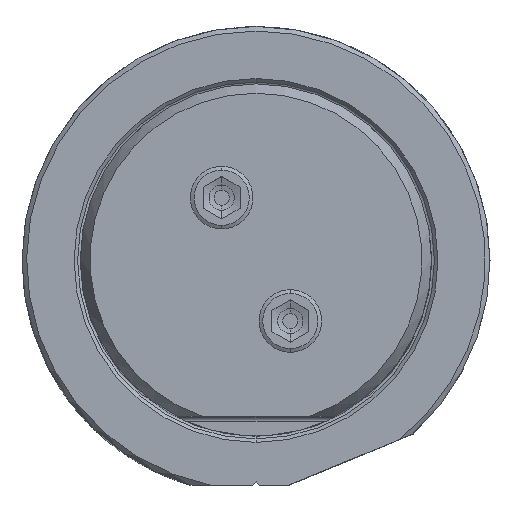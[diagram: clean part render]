
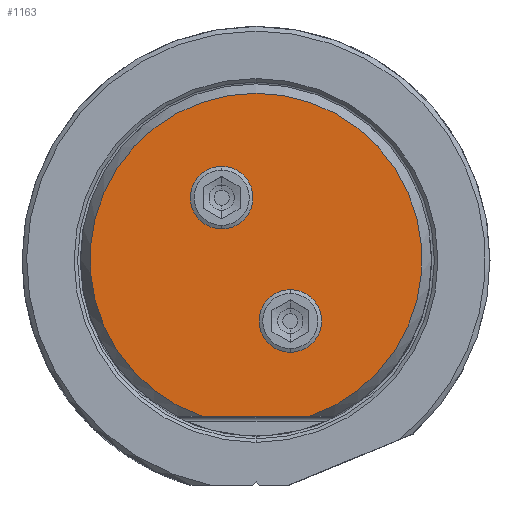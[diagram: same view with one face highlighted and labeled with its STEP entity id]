
A CAD part, top view. The second image highlights one B-rep face of the part: STEP entity #1163.
In plain terms, the highlighted planar face has unit normal (0, 0, 1).
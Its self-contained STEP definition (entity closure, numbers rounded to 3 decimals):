
#86=FACE_BOUND('',#1844,.T.);
#87=FACE_BOUND('',#1845,.T.);
#88=FACE_BOUND('',#1846,.T.);
#201=PLANE('',#6264);
#562=LINE('',#13269,#884);
#884=VECTOR('',#7396,1.);
#1163=ADVANCED_FACE('',(#86,#87,#88),#201,.T.);
#1844=EDGE_LOOP('',(#3110,#3111,#3112));
#1845=EDGE_LOOP('',(#3113,#3114));
#1846=EDGE_LOOP('',(#3115,#3116));
#3110=ORIENTED_EDGE('',*,*,#5116,.T.);
#3111=ORIENTED_EDGE('',*,*,#5119,.T.);
#3112=ORIENTED_EDGE('',*,*,#5117,.T.);
#3113=ORIENTED_EDGE('',*,*,#5122,.T.);
#3114=ORIENTED_EDGE('',*,*,#5123,.T.);
#3115=ORIENTED_EDGE('',*,*,#5124,.T.);
#3116=ORIENTED_EDGE('',*,*,#5125,.T.);
#4400=VERTEX_POINT('',#13259);
#4401=VERTEX_POINT('',#13261);
#4402=VERTEX_POINT('',#13263);
#4403=VERTEX_POINT('',#13276);
#4404=VERTEX_POINT('',#13277);
#4405=VERTEX_POINT('',#13280);
#4406=VERTEX_POINT('',#13281);
#5116=EDGE_CURVE('',#4401,#4400,#5643,.T.);
#5117=EDGE_CURVE('',#4402,#4401,#5644,.T.);
#5119=EDGE_CURVE('',#4400,#4402,#562,.T.);
#5122=EDGE_CURVE('',#4403,#4404,#5645,.T.);
#5123=EDGE_CURVE('',#4404,#4403,#5646,.T.);
#5124=EDGE_CURVE('',#4405,#4406,#5647,.T.);
#5125=EDGE_CURVE('',#4406,#4405,#5648,.T.);
#5643=CIRCLE('',#6254,18.022);
#5644=CIRCLE('',#6255,18.022);
#5645=CIRCLE('',#6260,3.4);
#5646=CIRCLE('',#6261,3.4);
#5647=CIRCLE('',#6262,3.4);
#5648=CIRCLE('',#6263,3.4);
#6254=AXIS2_PLACEMENT_3D('',#13260,#7390,#7391);
#6255=AXIS2_PLACEMENT_3D('',#13262,#7392,#7393);
#6260=AXIS2_PLACEMENT_3D('',#13275,#7405,#7406);
#6261=AXIS2_PLACEMENT_3D('',#13278,#7407,#7408);
#6262=AXIS2_PLACEMENT_3D('',#13279,#7409,#7410);
#6263=AXIS2_PLACEMENT_3D('',#13282,#7411,#7412);
#6264=AXIS2_PLACEMENT_3D('',#13283,#7413,#7414);
#7390=DIRECTION('',(0.,0.,1.));
#7391=DIRECTION('',(0.,1.,0.));
#7392=DIRECTION('',(0.,0.,1.));
#7393=DIRECTION('',(0.324,-0.946,0.));
#7396=DIRECTION('',(1.,0.,0.));
#7405=DIRECTION('',(0.,0.,-1.));
#7406=DIRECTION('',(1.,0.,0.));
#7407=DIRECTION('',(0.,0.,-1.));
#7408=DIRECTION('',(-1.,0.,0.));
#7409=DIRECTION('',(0.,0.,-1.));
#7410=DIRECTION('',(1.,0.,0.));
#7411=DIRECTION('',(0.,0.,-1.));
#7412=DIRECTION('',(-1.,0.,0.));
#7413=DIRECTION('',(0.,0.,1.));
#7414=DIRECTION('',(1.,0.,0.));
#13259=CARTESIAN_POINT('',(-5.839,-17.05,69.85));
#13260=CARTESIAN_POINT('',(0.,0.,69.85));
#13261=CARTESIAN_POINT('',(0.,18.022,69.85));
#13262=CARTESIAN_POINT('',(0.,0.,69.85));
#13263=CARTESIAN_POINT('',(5.839,-17.05,69.85));
#13269=CARTESIAN_POINT('',(-5.839,-17.05,69.85));
#13275=CARTESIAN_POINT('',(3.727,-6.693,69.85));
#13276=CARTESIAN_POINT('',(7.127,-6.693,69.85));
#13277=CARTESIAN_POINT('',(0.327,-6.693,69.85));
#13278=CARTESIAN_POINT('',(3.727,-6.693,69.85));
#13279=CARTESIAN_POINT('',(-3.727,6.693,69.85));
#13280=CARTESIAN_POINT('',(-0.327,6.693,69.85));
#13281=CARTESIAN_POINT('',(-7.127,6.693,69.85));
#13282=CARTESIAN_POINT('',(-3.727,6.693,69.85));
#13283=CARTESIAN_POINT('',(0.,0.486,69.85));
